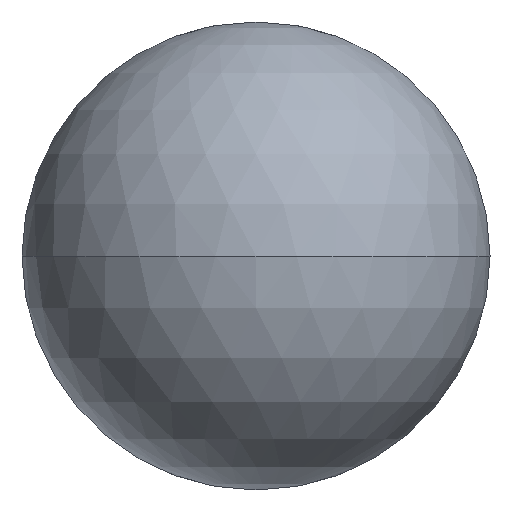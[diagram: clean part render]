
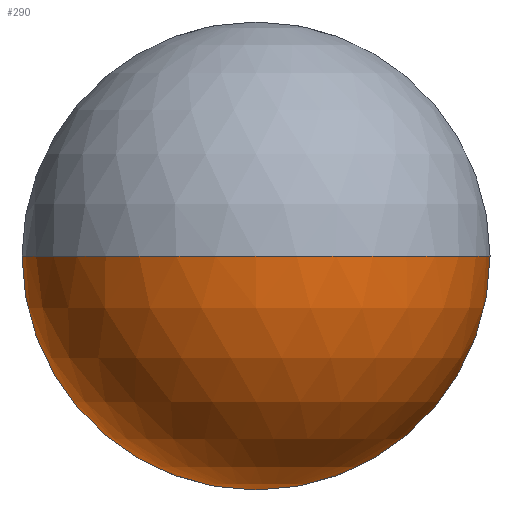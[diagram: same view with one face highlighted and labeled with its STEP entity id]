
A CAD part, front view. The second image highlights one B-rep face of the part: STEP entity #290.
In plain terms, the highlighted spherical face has radius 9.525 mm.
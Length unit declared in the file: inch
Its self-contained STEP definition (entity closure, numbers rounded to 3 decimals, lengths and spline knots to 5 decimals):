
#2 = AXIS2_PLACEMENT_3D ( 'NONE', #418, #259, #342 ) ;
#3 = CIRCLE ( 'NONE', #327, 0.375 ) ;
#24 = DIRECTION ( 'NONE',  ( -1., 0., 0. ) ) ;
#26 = VERTEX_POINT ( 'NONE', #473 ) ;
#60 = EDGE_CURVE ( 'NONE', #26, #509, #106, .T. ) ;
#77 = CARTESIAN_POINT ( 'NONE',  ( 0.375, 0.375, 0. ) ) ;
#86 = EDGE_CURVE ( 'NONE', #26, #103, #350, .T. ) ;
#87 = DIRECTION ( 'NONE',  ( 0., 0., -1. ) ) ;
#103 = VERTEX_POINT ( 'NONE', #242 ) ;
#106 = CIRCLE ( 'NONE', #2, 0.375 ) ;
#123 = AXIS2_PLACEMENT_3D ( 'NONE', #370, #378, #87 ) ;
#148 = CIRCLE ( 'NONE', #123, 0.375 ) ;
#169 = ORIENTED_EDGE ( 'NONE', *, *, #437, .T. ) ;
#184 = DIRECTION ( 'NONE',  ( 0., 0., -1. ) ) ;
#242 = CARTESIAN_POINT ( 'NONE',  ( 0., 0.375, -0.375 ) ) ;
#259 = DIRECTION ( 'NONE',  ( 0., 0., 1. ) ) ;
#290 = ADVANCED_FACE ( 'NONE', ( #386 ), #497, .T. ) ;
#293 = EDGE_LOOP ( 'NONE', ( #452, #169, #501, #321 ) ) ;
#306 = CARTESIAN_POINT ( 'NONE',  ( 0., 0.375, 0. ) ) ;
#308 = AXIS2_PLACEMENT_3D ( 'NONE', #392, #472, #184 ) ;
#321 = ORIENTED_EDGE ( 'NONE', *, *, #60, .F. ) ;
#327 = AXIS2_PLACEMENT_3D ( 'NONE', #433, #516, #24 ) ;
#335 = EDGE_CURVE ( 'NONE', #449, #509, #3, .T. ) ;
#342 = DIRECTION ( 'NONE',  ( 1., 0., 0. ) ) ;
#350 = CIRCLE ( 'NONE', #308, 0.375 ) ;
#360 = AXIS2_PLACEMENT_3D ( 'NONE', #306, #427, #502 ) ;
#370 = CARTESIAN_POINT ( 'NONE',  ( 0., 0.375, 0. ) ) ;
#378 = DIRECTION ( 'NONE',  ( 0., -1., 0. ) ) ;
#386 = FACE_OUTER_BOUND ( 'NONE', #293, .T. ) ;
#392 = CARTESIAN_POINT ( 'NONE',  ( 0., 0.375, 0. ) ) ;
#418 = CARTESIAN_POINT ( 'NONE',  ( 0., 0.375, 0. ) ) ;
#420 = CARTESIAN_POINT ( 'NONE',  ( 0., 0., 0. ) ) ;
#427 = DIRECTION ( 'NONE',  ( 0., 0., -1. ) ) ;
#433 = CARTESIAN_POINT ( 'NONE',  ( 0., 0.375, 0. ) ) ;
#437 = EDGE_CURVE ( 'NONE', #103, #449, #148, .T. ) ;
#449 = VERTEX_POINT ( 'NONE', #77 ) ;
#452 = ORIENTED_EDGE ( 'NONE', *, *, #86, .T. ) ;
#472 = DIRECTION ( 'NONE',  ( 0., -1., 0. ) ) ;
#473 = CARTESIAN_POINT ( 'NONE',  ( -0.375, 0.375, 0. ) ) ;
#497 = SPHERICAL_SURFACE ( 'NONE', #360, 0.375 ) ;
#501 = ORIENTED_EDGE ( 'NONE', *, *, #335, .T. ) ;
#502 = DIRECTION ( 'NONE',  ( -1., 0., 0. ) ) ;
#509 = VERTEX_POINT ( 'NONE', #420 ) ;
#516 = DIRECTION ( 'NONE',  ( 0., 0., -1. ) ) ;
